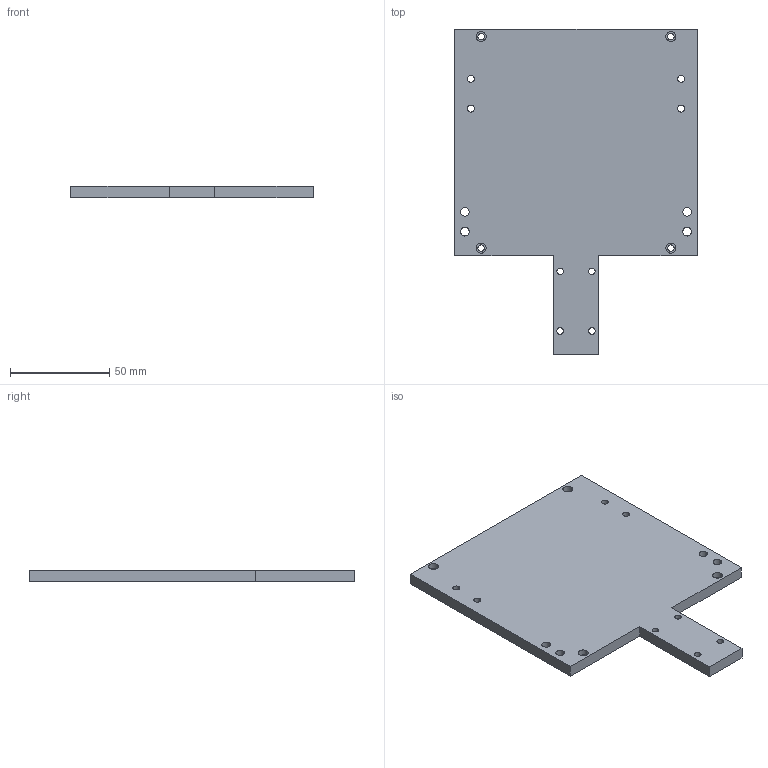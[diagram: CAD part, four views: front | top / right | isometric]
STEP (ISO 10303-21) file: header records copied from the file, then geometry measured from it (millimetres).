
FILE_DESCRIPTION (( 'STEP AP214' ), '1' );
FILE_NAME ('jetsonBasewSupport.STEP', '2024-06-12T03:11:06', ( '' ), ( '' ), 'SwSTEP 2.0', 'SolidWorks 2022', '' );
FILE_SCHEMA (( 'AUTOMOTIVE_DESIGN' ));
Length unit declared in the file: millimetre
Products named in the file (1): jetsonBasewSupport
Bounding box: 122 x 164 x 6 mm (x, y, z)
Volume: 89208.6 mm3; surface area: 34369.9 mm2
Topology: 1 solids, 1 shells, 54 faces, 144 edges, 96 vertices
Faces by surface type: cylinder 40, plane 14
Entity records: 1826 total; most frequent: DIRECTION 334, CARTESIAN_POINT 295, ORIENTED_EDGE 288, EDGE_CURVE 144, AXIS2_PLACEMENT_3D 135, VERTEX_POINT 96, EDGE_LOOP 90, CIRCLE 80
